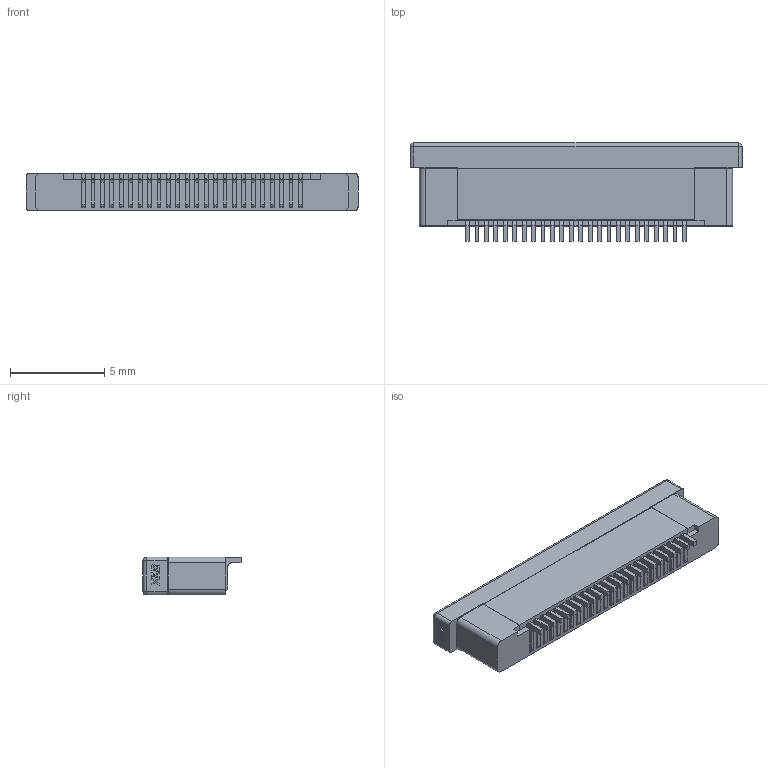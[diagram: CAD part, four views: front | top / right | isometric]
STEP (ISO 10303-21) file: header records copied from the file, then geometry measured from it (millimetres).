
FILE_DESCRIPTION(/* description */ (''),/* implementation_level */ '2;1');
FILE_NAME(/* name */ 'XKB_X05B20U24T.step',/* time_stamp */ '2022-05-09T14:05:15+08:00',/* author */ (''),/* organization */ (''),/* preprocessor_version */ 'ST-DEVELOPER v18.1',/* originating_system */ 'Autodesk Translation Framework v10.14.0.1471',/* authorisation */ '');
FILE_SCHEMA (('AUTOMOTIVE_DESIGN { 1 0 10303 214 3 1 1 }'));
Length unit declared in the file: millimetre
Products named in the file (4): XKB_X05B20U24T; 零部件1; 抽拉; 触点
Assembly tree (3 placements, depth 2):
  XKB_X05B20U24T
    零部件1
    抽拉
    触点
Bounding box: 17.6 x 5.2 x 2 mm (x, y, z)
Volume: 142 mm3; surface area: 541.1 mm2
Topology: 52 solids, 52 shells, 602 faces, 1477 edges, 980 vertices
Faces by surface type: plane 461, cylinder 137, sphere 4
Entity records: 17701 total; most frequent: CARTESIAN_POINT 3067, DIRECTION 2971, ORIENTED_EDGE 2954, EDGE_CURVE 1477, LINE 1203, VECTOR 1203, VERTEX_POINT 980, AXIS2_PLACEMENT_3D 884
